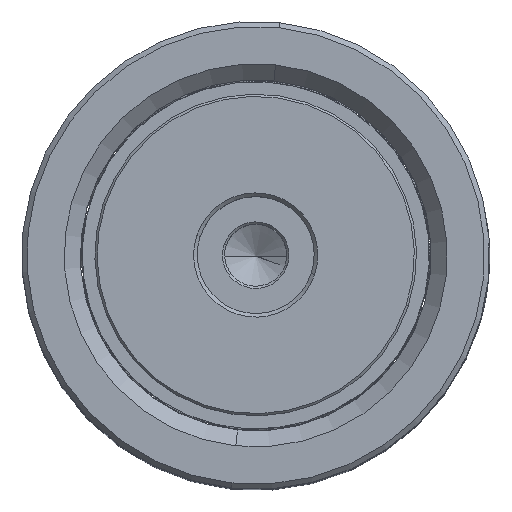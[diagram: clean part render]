
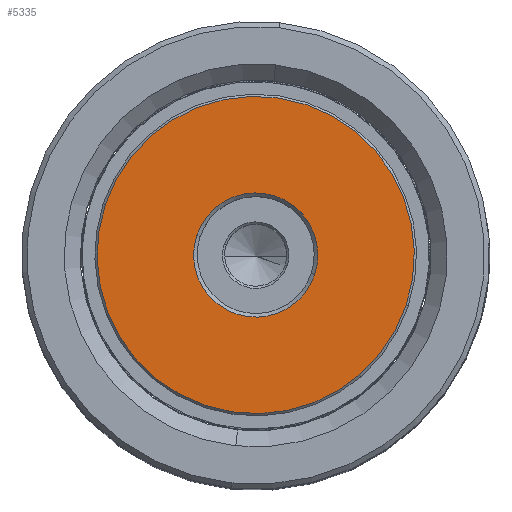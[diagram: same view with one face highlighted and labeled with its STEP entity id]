
A CAD part, top view. The second image highlights one B-rep face of the part: STEP entity #5335.
In plain terms, the highlighted face is planar.
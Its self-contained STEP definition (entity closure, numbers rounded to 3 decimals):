
#3472 = EDGE_LOOP ( 'NONE', ( #22535, #4433 ) ) ;
#4433 = ORIENTED_EDGE ( 'NONE', *, *, #25064, .T. ) ;
#5335 = ADVANCED_FACE ( 'NONE', ( #21546, #11702 ), #5692, .F. ) ;
#5692 = PLANE ( 'NONE',  #13663 ) ;
#6517 = CARTESIAN_POINT ( 'NONE',  ( 0., 0., 0. ) ) ;
#8005 = DIRECTION ( 'NONE',  ( 0., 0., 1. ) ) ;
#8374 = EDGE_CURVE ( 'NONE', #35219, #20553, #19597, .T. ) ;
#11481 = CARTESIAN_POINT ( 'NONE',  ( 0., 0., 0. ) ) ;
#11702 = FACE_BOUND ( 'NONE', #15842, .T. ) ;
#12920 = CARTESIAN_POINT ( 'NONE',  ( 8.5, 0., 0. ) ) ;
#13262 = ORIENTED_EDGE ( 'NONE', *, *, #8374, .T. ) ;
#13337 = CARTESIAN_POINT ( 'NONE',  ( 0., 0., 0. ) ) ;
#13663 = AXIS2_PLACEMENT_3D ( 'NONE', #6517, #32815, #16057 ) ;
#13750 = AXIS2_PLACEMENT_3D ( 'NONE', #26713, #39389, #26274 ) ;
#15155 = AXIS2_PLACEMENT_3D ( 'NONE', #11481, #8005, #28117 ) ;
#15842 = EDGE_LOOP ( 'NONE', ( #13262, #33439 ) ) ;
#16057 = DIRECTION ( 'NONE',  ( 1., 0., 0. ) ) ;
#16876 = CARTESIAN_POINT ( 'NONE',  ( 21.7, 0., 0. ) ) ;
#18509 = CARTESIAN_POINT ( 'NONE',  ( -21.7, 0., 0. ) ) ;
#19597 = CIRCLE ( 'NONE', #13750, 8.5 ) ;
#20553 = VERTEX_POINT ( 'NONE', #12920 ) ;
#21546 = FACE_OUTER_BOUND ( 'NONE', #3472, .T. ) ;
#22535 = ORIENTED_EDGE ( 'NONE', *, *, #23753, .T. ) ;
#22566 = AXIS2_PLACEMENT_3D ( 'NONE', #13337, #23180, #23039 ) ;
#23039 = DIRECTION ( 'NONE',  ( 1., 0., 0. ) ) ;
#23180 = DIRECTION ( 'NONE',  ( 0., 0., -1. ) ) ;
#23753 = EDGE_CURVE ( 'NONE', #24224, #31955, #28650, .T. ) ;
#24224 = VERTEX_POINT ( 'NONE', #16876 ) ;
#24403 = CARTESIAN_POINT ( 'NONE',  ( -8.5, 0., 0. ) ) ;
#24998 = CARTESIAN_POINT ( 'NONE',  ( 0., 0., 0. ) ) ;
#25064 = EDGE_CURVE ( 'NONE', #31955, #24224, #36348, .T. ) ;
#26274 = DIRECTION ( 'NONE',  ( 1., 0., 0. ) ) ;
#26672 = AXIS2_PLACEMENT_3D ( 'NONE', #24998, #34788, #28188 ) ;
#26713 = CARTESIAN_POINT ( 'NONE',  ( 0., 0., 0. ) ) ;
#28117 = DIRECTION ( 'NONE',  ( 1., 0., 0. ) ) ;
#28119 = EDGE_CURVE ( 'NONE', #20553, #35219, #41278, .T. ) ;
#28188 = DIRECTION ( 'NONE',  ( 1., 0., 0. ) ) ;
#28650 = CIRCLE ( 'NONE', #26672, 21.7 ) ;
#31955 = VERTEX_POINT ( 'NONE', #18509 ) ;
#32815 = DIRECTION ( 'NONE',  ( 0., 0., 1. ) ) ;
#33439 = ORIENTED_EDGE ( 'NONE', *, *, #28119, .T. ) ;
#34788 = DIRECTION ( 'NONE',  ( 0., 0., -1. ) ) ;
#35219 = VERTEX_POINT ( 'NONE', #24403 ) ;
#36348 = CIRCLE ( 'NONE', #22566, 21.7 ) ;
#39389 = DIRECTION ( 'NONE',  ( 0., 0., 1. ) ) ;
#41278 = CIRCLE ( 'NONE', #15155, 8.5 ) ;
